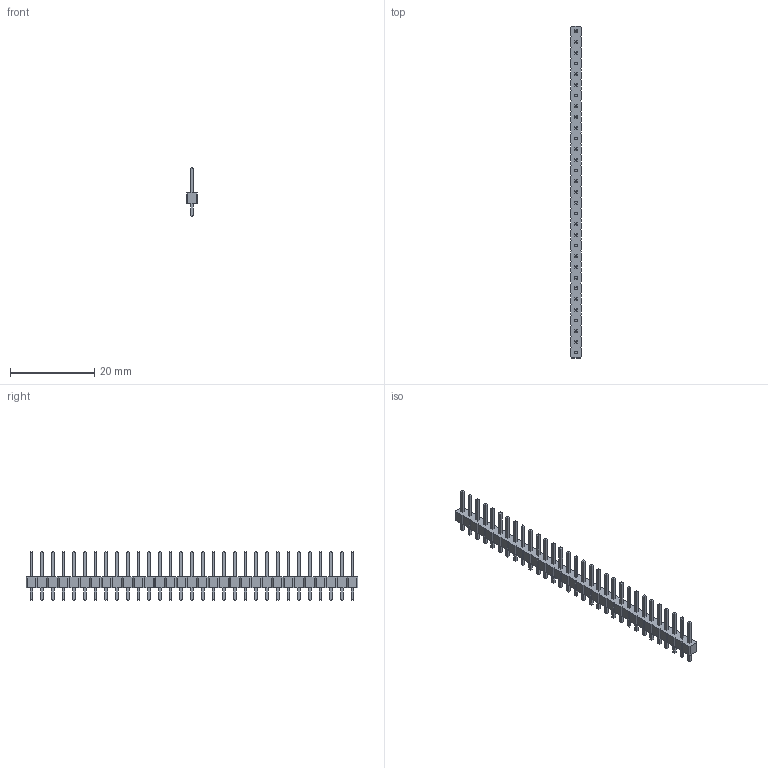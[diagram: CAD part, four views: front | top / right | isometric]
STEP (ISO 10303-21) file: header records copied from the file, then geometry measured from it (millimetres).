
FILE_DESCRIPTION(/* description */ ('model of PinHeader_1x31_P2.54mm_Vertical'),/* implementation_level */ '2;1');
FILE_NAME(/* name */ 'PinHeader_1x31_P2.54mm_Vertical.step',/* time_stamp */ '2017-12-09T23:55:32',/* author */ ('kicad StepUp','ksu'),/* organization */ ('FreeCAD'),/* preprocessor_version */ 'OCC',/* originating_system */ 'kicad StepUp',/* authorisation */ '');
FILE_SCHEMA(('AUTOMOTIVE_DESIGN { 1 0 10303 214 1 1 1 1 }'));
Length unit declared in the file: millimetre
Products named in the file (1): PinHeader_1x31_P254mm_Vertical
Bounding box: 2.54 x 78.74 x 11.54 mm (x, y, z)
Volume: 610.4 mm3; surface area: 1532.2 mm2
Topology: 1 solids, 1 shells, 748 faces, 1804 edges, 1120 vertices
Faces by surface type: plane 748
Entity records: 13998 total; most frequent: ORIENTED_EDGE 2800, CARTESIAN_POINT 2146, EDGE_CURVE 1804, LINE 1680, VERTEX_POINT 1120, FACE_BOUND 810, EDGE_LOOP 810, ADVANCED_FACE 748
